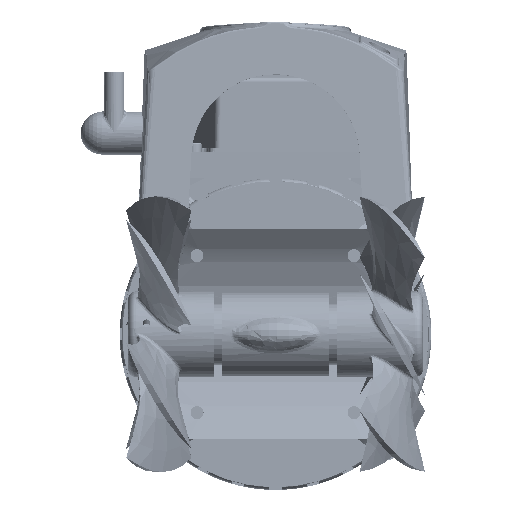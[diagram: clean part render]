
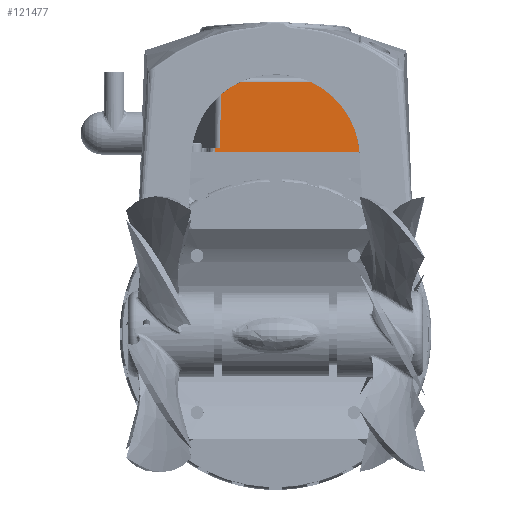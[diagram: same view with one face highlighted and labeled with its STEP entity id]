
A CAD part, front view. The second image highlights one B-rep face of the part: STEP entity #121477.
In plain terms, the highlighted planar face has unit normal (0, -1, 0.018).
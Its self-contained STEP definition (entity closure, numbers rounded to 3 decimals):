
#121375=AXIS2_PLACEMENT_3D('Plane Axis2P3D',#121372,#121373,#121374) ;
#119000=CARTESIAN_POINT('Vertex',(-303.489,215.81,-120.145)) ;
#119059=CARTESIAN_POINT('Vertex',(-229.696,215.81,-120.145)) ;
#121372=CARTESIAN_POINT('Axis2P3D Location',(-317.593,214.831,-176.25)) ;
#121377=CARTESIAN_POINT('Line Origine',(-266.593,215.635,-130.198)) ;
#121381=CARTESIAN_POINT('Vertex',(-229.872,215.635,-130.198)) ;
#121383=CARTESIAN_POINT('Vertex',(-303.314,215.635,-130.198)) ;
#121386=CARTESIAN_POINT('Line Origine',(-303.402,215.723,-125.171)) ;
#121392=CARTESIAN_POINT('Control Point',(-303.489,215.81,-120.145)) ;
#121393=CARTESIAN_POINT('Control Point',(-305.47,215.808,-120.301)) ;
#121394=CARTESIAN_POINT('Control Point',(-307.45,215.805,-120.467)) ;
#121395=CARTESIAN_POINT('Control Point',(-309.429,215.802,-120.643)) ;
#121396=CARTESIAN_POINT('Control Point',(-311.407,215.798,-120.83)) ;
#121397=CARTESIAN_POINT('Control Point',(-313.384,215.795,-121.027)) ;
#121398=CARTESIAN_POINT('Vertex',(-313.384,215.795,-121.027)) ;
#121401=CARTESIAN_POINT('Line Origine',(-313.68,215.339,-147.139)) ;
#121405=CARTESIAN_POINT('Vertex',(-313.977,214.883,-173.25)) ;
#121408=CARTESIAN_POINT('Line Origine',(-315.785,214.883,-173.25)) ;
#121412=CARTESIAN_POINT('Vertex',(-317.593,214.883,-173.25)) ;
#121415=CARTESIAN_POINT('Line Origine',(-317.593,214.857,-174.75)) ;
#121419=CARTESIAN_POINT('Vertex',(-317.593,214.831,-176.25)) ;
#121422=CARTESIAN_POINT('Line Origine',(-266.593,214.831,-176.25)) ;
#121426=CARTESIAN_POINT('Vertex',(-215.593,214.831,-176.25)) ;
#121429=CARTESIAN_POINT('Line Origine',(-215.593,214.857,-174.75)) ;
#121433=CARTESIAN_POINT('Vertex',(-215.593,214.883,-173.25)) ;
#121436=CARTESIAN_POINT('Line Origine',(-217.401,214.883,-173.25)) ;
#121440=CARTESIAN_POINT('Vertex',(-219.209,214.883,-173.25)) ;
#121443=CARTESIAN_POINT('Line Origine',(-219.505,215.339,-147.139)) ;
#121447=CARTESIAN_POINT('Vertex',(-219.802,215.795,-121.027)) ;
#121451=CARTESIAN_POINT('Control Point',(-219.802,215.795,-121.027)) ;
#121452=CARTESIAN_POINT('Control Point',(-221.779,215.798,-120.83)) ;
#121453=CARTESIAN_POINT('Control Point',(-223.757,215.802,-120.643)) ;
#121454=CARTESIAN_POINT('Control Point',(-225.736,215.805,-120.467)) ;
#121455=CARTESIAN_POINT('Control Point',(-227.716,215.808,-120.301)) ;
#121456=CARTESIAN_POINT('Control Point',(-229.696,215.81,-120.145)) ;
#121458=CARTESIAN_POINT('Line Origine',(-229.784,215.723,-125.171)) ;
#121373=DIRECTION('Axis2P3D Direction',(0.,-1.,0.017)) ;
#121374=DIRECTION('Axis2P3D XDirection',(0.,-0.017,-1.)) ;
#121378=DIRECTION('Vector Direction',(-1.,0.,0.)) ;
#121387=DIRECTION('Vector Direction',(-0.017,0.017,1.)) ;
#121402=DIRECTION('Vector Direction',(-0.011,-0.017,-1.)) ;
#121409=DIRECTION('Vector Direction',(-1.,0.,0.)) ;
#121416=DIRECTION('Vector Direction',(0.,-0.017,-1.)) ;
#121423=DIRECTION('Vector Direction',(1.,0.,0.)) ;
#121430=DIRECTION('Vector Direction',(0.,-0.017,-1.)) ;
#121437=DIRECTION('Vector Direction',(-1.,0.,0.)) ;
#121444=DIRECTION('Vector Direction',(-0.011,0.017,1.)) ;
#121459=DIRECTION('Vector Direction',(-0.017,-0.017,-1.)) ;
#121379=VECTOR('Line Direction',#121378,1.) ;
#121388=VECTOR('Line Direction',#121387,1.) ;
#121403=VECTOR('Line Direction',#121402,1.) ;
#121410=VECTOR('Line Direction',#121409,1.) ;
#121417=VECTOR('Line Direction',#121416,1.) ;
#121424=VECTOR('Line Direction',#121423,1.) ;
#121431=VECTOR('Line Direction',#121430,1.) ;
#121438=VECTOR('Line Direction',#121437,1.) ;
#121445=VECTOR('Line Direction',#121444,1.) ;
#121460=VECTOR('Line Direction',#121459,1.) ;
#121464=ORIENTED_EDGE('',*,*,#121385,.T.) ;
#121465=ORIENTED_EDGE('',*,*,#121390,.T.) ;
#121466=ORIENTED_EDGE('',*,*,#121400,.T.) ;
#121467=ORIENTED_EDGE('',*,*,#121407,.T.) ;
#121468=ORIENTED_EDGE('',*,*,#121414,.T.) ;
#121469=ORIENTED_EDGE('',*,*,#121421,.T.) ;
#121470=ORIENTED_EDGE('',*,*,#121428,.T.) ;
#121471=ORIENTED_EDGE('',*,*,#121435,.F.) ;
#121472=ORIENTED_EDGE('',*,*,#121442,.T.) ;
#121473=ORIENTED_EDGE('',*,*,#121449,.T.) ;
#121474=ORIENTED_EDGE('',*,*,#121457,.T.) ;
#121475=ORIENTED_EDGE('',*,*,#121462,.T.) ;
#121477=ADVANCED_FACE('PartBody',(#121476),#121376,.T.) ;
#121391=B_SPLINE_CURVE_WITH_KNOTS('',5,(#121392,#121393,#121394,#121395,#121396,#121397),.UNSPECIFIED.,.F.,.U.,(6,6),(0.,14.049),.UNSPECIFIED.) ;
#121450=B_SPLINE_CURVE_WITH_KNOTS('',5,(#121451,#121452,#121453,#121454,#121455,#121456),.UNSPECIFIED.,.F.,.U.,(6,6),(0.,14.049),.UNSPECIFIED.) ;
#121385=EDGE_CURVE('',#121382,#121384,#121380,.T.) ;
#121390=EDGE_CURVE('',#121384,#119001,#121389,.T.) ;
#121400=EDGE_CURVE('',#119001,#121399,#121391,.T.) ;
#121407=EDGE_CURVE('',#121399,#121406,#121404,.T.) ;
#121414=EDGE_CURVE('',#121406,#121413,#121411,.T.) ;
#121421=EDGE_CURVE('',#121413,#121420,#121418,.T.) ;
#121428=EDGE_CURVE('',#121420,#121427,#121425,.T.) ;
#121435=EDGE_CURVE('',#121434,#121427,#121432,.T.) ;
#121442=EDGE_CURVE('',#121434,#121441,#121439,.T.) ;
#121449=EDGE_CURVE('',#121441,#121448,#121446,.T.) ;
#121457=EDGE_CURVE('',#121448,#119060,#121450,.T.) ;
#121462=EDGE_CURVE('',#119060,#121382,#121461,.T.) ;
#121463=EDGE_LOOP('',(#121464,#121465,#121466,#121467,#121468,#121469,#121470,#121471,#121472,#121473,#121474,#121475)) ;
#121476=FACE_OUTER_BOUND('',#121463,.T.) ;
#121380=LINE('Line',#121377,#121379) ;
#121389=LINE('Line',#121386,#121388) ;
#121404=LINE('Line',#121401,#121403) ;
#121411=LINE('Line',#121408,#121410) ;
#121418=LINE('Line',#121415,#121417) ;
#121425=LINE('Line',#121422,#121424) ;
#121432=LINE('Line',#121429,#121431) ;
#121439=LINE('Line',#121436,#121438) ;
#121446=LINE('Line',#121443,#121445) ;
#121461=LINE('Line',#121458,#121460) ;
#121376=PLANE('',#121375) ;
#119001=VERTEX_POINT('',#119000) ;
#119060=VERTEX_POINT('',#119059) ;
#121382=VERTEX_POINT('',#121381) ;
#121384=VERTEX_POINT('',#121383) ;
#121399=VERTEX_POINT('',#121398) ;
#121406=VERTEX_POINT('',#121405) ;
#121413=VERTEX_POINT('',#121412) ;
#121420=VERTEX_POINT('',#121419) ;
#121427=VERTEX_POINT('',#121426) ;
#121434=VERTEX_POINT('',#121433) ;
#121441=VERTEX_POINT('',#121440) ;
#121448=VERTEX_POINT('',#121447) ;
